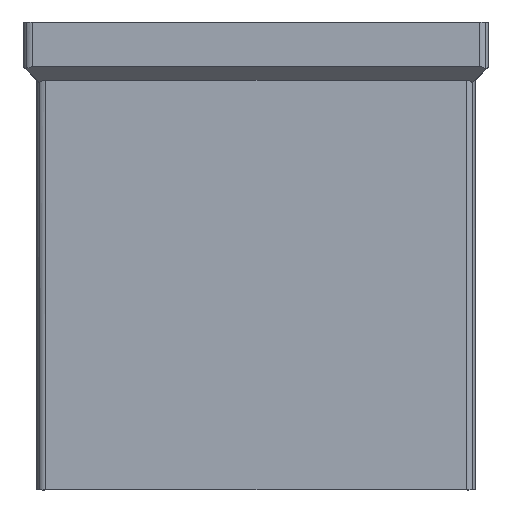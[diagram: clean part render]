
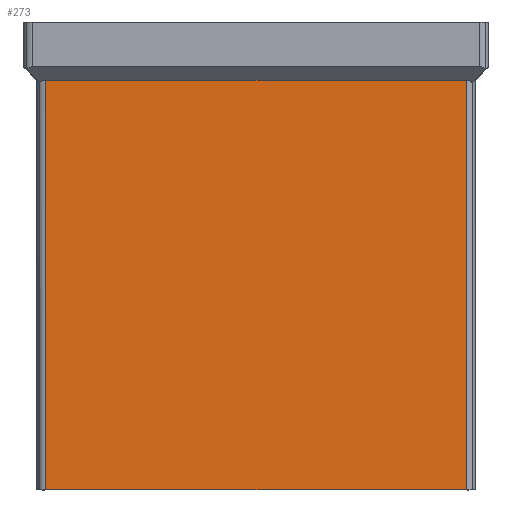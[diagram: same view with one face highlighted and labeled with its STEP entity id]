
A CAD part, left-side view. The second image highlights one B-rep face of the part: STEP entity #273.
In plain terms, the highlighted planar face has unit normal (-1, 0, 0).
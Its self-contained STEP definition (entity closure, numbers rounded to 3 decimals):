
#273=ADVANCED_FACE('',(#695),#696,.F.);
#695=FACE_OUTER_BOUND('',#1282,.T.);
#696=PLANE('',#1283);
#1282=EDGE_LOOP('',(#2289,#2290,#2291,#2292));
#1283=AXIS2_PLACEMENT_3D('',#2293,#2294,#2295);
#2289=ORIENTED_EDGE('',*,*,#3850,.F.);
#2290=ORIENTED_EDGE('',*,*,#3851,.F.);
#2291=ORIENTED_EDGE('',*,*,#3852,.F.);
#2292=ORIENTED_EDGE('',*,*,#3853,.F.);
#2293=CARTESIAN_POINT('',(-28.5,-4.771,37.284));
#2294=DIRECTION('',(1.0,0.,0.));
#2295=DIRECTION('',(0.,1.0,0.));
#3850=EDGE_CURVE('',#4643,#4644,#4645,.T.);
#3851=EDGE_CURVE('',#4646,#4643,#4647,.T.);
#3852=EDGE_CURVE('',#4648,#4646,#4649,.T.);
#3853=EDGE_CURVE('',#4644,#4648,#4650,.T.);
#4643=VERTEX_POINT('',#5671);
#4644=VERTEX_POINT('',#5672);
#4645=LINE('',#5673,#5674);
#4646=VERTEX_POINT('',#5675);
#4647=LINE('',#5676,#5677);
#4648=VERTEX_POINT('',#5678);
#4649=LINE('',#5679,#5680);
#4650=LINE('',#5681,#5682);
#5671=CARTESIAN_POINT('',(-28.5,-3.021,-12.55));
#5672=CARTESIAN_POINT('',(-28.5,43.979,-12.55));
#5673=CARTESIAN_POINT('',(-28.5,-2.386,-12.55));
#5674=VECTOR('',#6798,1.0);
#5675=CARTESIAN_POINT('',(-28.5,-3.021,33.284));
#5676=CARTESIAN_POINT('',(-28.5,-3.021,24.284));
#5677=VECTOR('',#6799,1.);
#5678=CARTESIAN_POINT('',(-28.5,43.979,33.284));
#5679=CARTESIAN_POINT('',(-28.5,7.854,33.284));
#5680=VECTOR('',#6800,1.0);
#5681=CARTESIAN_POINT('',(-28.5,43.979,5.534));
#5682=VECTOR('',#6801,1.);
#6798=DIRECTION('',(0.,1.0,0.));
#6799=DIRECTION('',(0.,0.,-1.0));
#6800=DIRECTION('',(0.,-1.0,0.));
#6801=DIRECTION('',(0.,0.,1.0));
